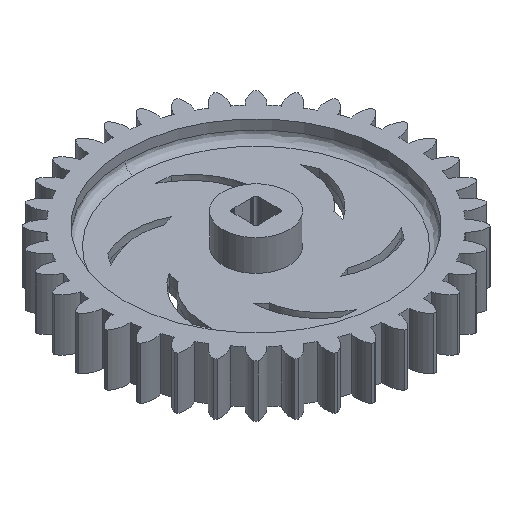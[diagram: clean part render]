
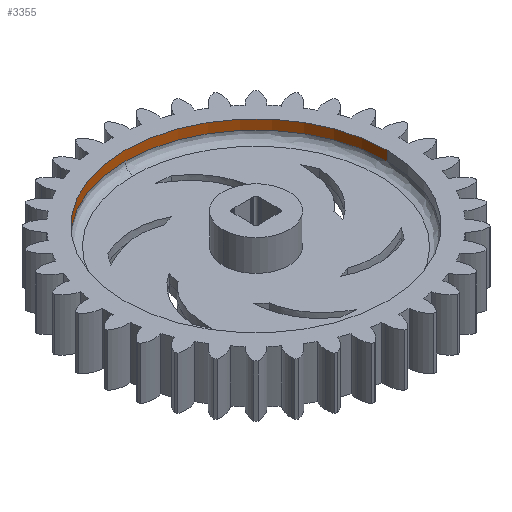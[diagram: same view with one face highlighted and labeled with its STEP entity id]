
A CAD part, isometric view. The second image highlights one B-rep face of the part: STEP entity #3355.
In plain terms, the highlighted cylindrical face has radius 15.921 mm (diameter 31.843 mm), a partial arc.
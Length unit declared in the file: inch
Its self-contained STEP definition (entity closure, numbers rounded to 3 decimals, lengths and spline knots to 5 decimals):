
#1142 = VERTEX_POINT ( 'NONE', #6658 ) ;
#1145 = EDGE_CURVE ( 'NONE', #1682, #1146, #6657, .T. ) ;
#1146 = VERTEX_POINT ( 'NONE', #6653 ) ;
#1149 = VERTEX_POINT ( 'NONE', #6647 ) ;
#1151 = EDGE_CURVE ( 'NONE', #1142, #1149, #6646, .T. ) ;
#1682 = VERTEX_POINT ( 'NONE', #7792 ) ;
#1707 = VERTEX_POINT ( 'NONE', #7876 ) ;
#1709 = EDGE_CURVE ( 'NONE', #1682, #1707, #7874, .T. ) ;
#3042 = EDGE_CURVE ( 'NONE', #1146, #1149, #10362, .T. ) ;
#3355 = ADVANCED_FACE ( 'NONE', ( #11098 ), #11126, .F. ) ;
#3381 = EDGE_CURVE ( 'NONE', #1707, #1142, #11115, .T. ) ;
#3382 = ORIENTED_EDGE ( 'NONE', *, *, #1151, .T. ) ;
#3383 = ORIENTED_EDGE ( 'NONE', *, *, #3042, .F. ) ;
#3480 = EDGE_LOOP ( 'NONE', ( #3481, #3482, #3483, #3382, #3383 ) ) ;
#3481 = ORIENTED_EDGE ( 'NONE', *, *, #1145, .F. ) ;
#3482 = ORIENTED_EDGE ( 'NONE', *, *, #1709, .T. ) ;
#3483 = ORIENTED_EDGE ( 'NONE', *, *, #3381, .T. ) ;
#6643 = DIRECTION ( 'NONE',  ( 0., 0., 1. ) ) ;
#6644 = VECTOR ( 'NONE', #6643, 39.37008 ) ;
#6645 = CARTESIAN_POINT ( 'NONE',  ( 0.62683, 0., -0.25984 ) ) ;
#6646 = LINE ( 'NONE', #6645, #6644 ) ;
#6647 = CARTESIAN_POINT ( 'NONE',  ( 0.62683, 0., 0.125 ) ) ;
#6653 = CARTESIAN_POINT ( 'NONE',  ( -0.62683, 0., 0.125 ) ) ;
#6654 = DIRECTION ( 'NONE',  ( 0., 0., 1. ) ) ;
#6655 = VECTOR ( 'NONE', #6654, 39.37008 ) ;
#6656 = CARTESIAN_POINT ( 'NONE',  ( -0.62683, 0., -0.25984 ) ) ;
#6657 = LINE ( 'NONE', #6656, #6655 ) ;
#6658 = CARTESIAN_POINT ( 'NONE',  ( 0.62683, 0., 0.07874 ) ) ;
#7792 = CARTESIAN_POINT ( 'NONE',  ( -0.62683, 0., 0.07874 ) ) ;
#7870 = DIRECTION ( 'NONE',  ( 0., 1., 0. ) ) ;
#7871 = DIRECTION ( 'NONE',  ( 0., 0., -1. ) ) ;
#7872 = CARTESIAN_POINT ( 'NONE',  ( 0., 0., 0.07874 ) ) ;
#7873 = AXIS2_PLACEMENT_3D ( 'NONE', #7872, #7871, #7870 ) ;
#7874 = CIRCLE ( 'NONE', #7873, 0.62683 ) ;
#7876 = CARTESIAN_POINT ( 'NONE',  ( 0., 0.62683, 0.07874 ) ) ;
#10360 = CARTESIAN_POINT ( 'NONE',  ( 0., 0., 0.125 ) ) ;
#10361 = AXIS2_PLACEMENT_3D ( 'NONE', #10360, #10396, #10395 ) ;
#10362 = CIRCLE ( 'NONE', #10361, 0.62683 ) ;
#10395 = DIRECTION ( 'NONE',  ( 1., 0., 0. ) ) ;
#10396 = DIRECTION ( 'NONE',  ( 0., 0., -1. ) ) ;
#11009 = DIRECTION ( 'NONE',  ( 0., 0., -1. ) ) ;
#11010 = CARTESIAN_POINT ( 'NONE',  ( 0., 0., 0.07874 ) ) ;
#11098 = FACE_OUTER_BOUND ( 'NONE', #3480, .T. ) ;
#11113 = DIRECTION ( 'NONE',  ( 0., 1., 0. ) ) ;
#11114 = AXIS2_PLACEMENT_3D ( 'NONE', #11010, #11009, #11113 ) ;
#11115 = CIRCLE ( 'NONE', #11114, 0.62683 ) ;
#11122 = DIRECTION ( 'NONE',  ( 1., 0., 0. ) ) ;
#11123 = DIRECTION ( 'NONE',  ( 0., 0., 1. ) ) ;
#11124 = CARTESIAN_POINT ( 'NONE',  ( 0., 0., -0.25984 ) ) ;
#11125 = AXIS2_PLACEMENT_3D ( 'NONE', #11124, #11123, #11122 ) ;
#11126 = CYLINDRICAL_SURFACE ( 'NONE', #11125, 0.62683 ) ;
